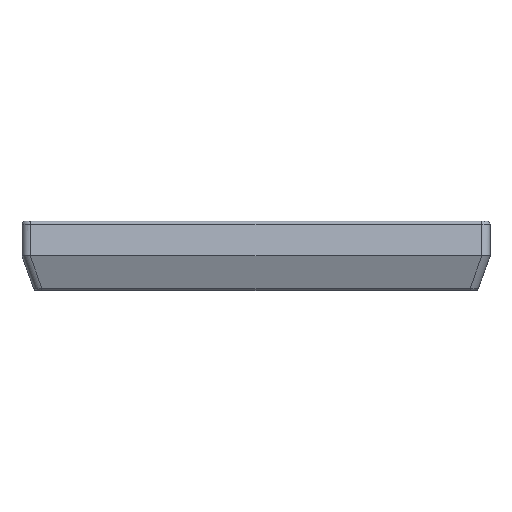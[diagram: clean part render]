
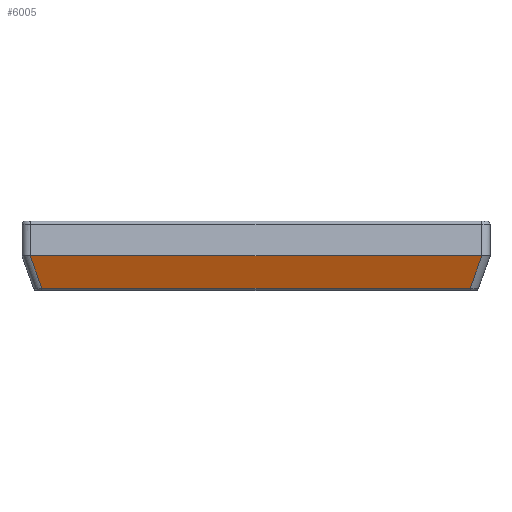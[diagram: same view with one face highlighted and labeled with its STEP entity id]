
A CAD part, top view. The second image highlights one B-rep face of the part: STEP entity #6005.
In plain terms, the highlighted planar face has unit normal (0, -0.342, 0.94).
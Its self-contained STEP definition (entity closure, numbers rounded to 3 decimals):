
#165=PLANE('',#6408);
#447=FACE_OUTER_BOUND('',#798,.T.);
#798=EDGE_LOOP('',(#4180,#4181,#4182,#4183,#4184,#4185));
#1295=LINE('',#8532,#1937);
#1303=LINE('',#8613,#1945);
#1304=LINE('',#8617,#1946);
#1305=LINE('',#8619,#1947);
#1306=LINE('',#8621,#1948);
#1307=LINE('',#8622,#1949);
#1937=VECTOR('',#6913,10.);
#1945=VECTOR('',#6945,10.);
#1946=VECTOR('',#6950,10.);
#1947=VECTOR('',#6951,10.);
#1948=VECTOR('',#6952,10.);
#1949=VECTOR('',#6953,10.);
#2629=VERTEX_POINT('',#8529);
#2630=VERTEX_POINT('',#8531);
#2641=VERTEX_POINT('',#8612);
#2642=VERTEX_POINT('',#8616);
#2643=VERTEX_POINT('',#8618);
#2644=VERTEX_POINT('',#8620);
#3231=EDGE_CURVE('',#2629,#2630,#1295,.T.);
#3248=EDGE_CURVE('',#2630,#2641,#1303,.T.);
#3250=EDGE_CURVE('',#2642,#2629,#1304,.T.);
#3251=EDGE_CURVE('',#2642,#2643,#1305,.T.);
#3252=EDGE_CURVE('',#2643,#2644,#1306,.T.);
#3253=EDGE_CURVE('',#2644,#2641,#1307,.T.);
#4180=ORIENTED_EDGE('',*,*,#3231,.F.);
#4181=ORIENTED_EDGE('',*,*,#3250,.F.);
#4182=ORIENTED_EDGE('',*,*,#3251,.T.);
#4183=ORIENTED_EDGE('',*,*,#3252,.T.);
#4184=ORIENTED_EDGE('',*,*,#3253,.T.);
#4185=ORIENTED_EDGE('',*,*,#3248,.F.);
#6005=ADVANCED_FACE('',(#447),#165,.T.);
#6408=AXIS2_PLACEMENT_3D('',#8615,#6948,#6949);
#6913=DIRECTION('',(-1.,0.,0.));
#6945=DIRECTION('',(-0.324,0.889,0.324));
#6948=DIRECTION('center_axis',(0.,-0.342,0.94));
#6949=DIRECTION('ref_axis',(-1.,0.,0.));
#6950=DIRECTION('',(-0.324,-0.889,-0.324));
#6951=DIRECTION('',(-1.,0.,0.));
#6952=DIRECTION('',(-1.,0.,0.));
#6953=DIRECTION('',(-1.,0.,0.));
#8529=CARTESIAN_POINT('',(12.35,-1.668,14.451));
#8531=CARTESIAN_POINT('',(-12.35,-1.668,14.451));
#8532=CARTESIAN_POINT('',(6.75,-1.668,14.451));
#8612=CARTESIAN_POINT('',(-13.03,0.2,15.131));
#8613=CARTESIAN_POINT('',(-11.666,-3.549,13.767));
#8615=CARTESIAN_POINT('Origin',(13.5,0.2,15.131));
#8616=CARTESIAN_POINT('',(13.03,0.2,15.131));
#8617=CARTESIAN_POINT('',(12.859,-0.269,14.96));
#8618=CARTESIAN_POINT('',(13.,0.2,15.131));
#8619=CARTESIAN_POINT('',(13.5,0.2,15.131));
#8620=CARTESIAN_POINT('',(-13.,0.2,15.131));
#8621=CARTESIAN_POINT('',(13.5,0.2,15.131));
#8622=CARTESIAN_POINT('',(13.5,0.2,15.131));
